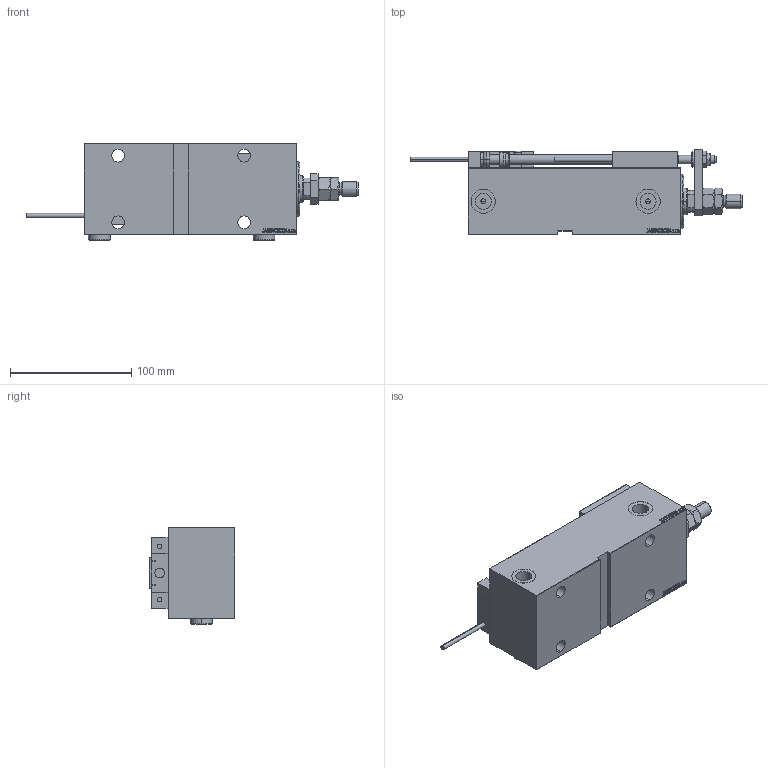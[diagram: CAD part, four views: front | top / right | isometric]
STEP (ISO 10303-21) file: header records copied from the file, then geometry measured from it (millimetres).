
FILE_DESCRIPTION (( 'STEP AP203' ), '1' );
FILE_NAME ('f8f9.STEP', '2024-05-20T09:38:23', ( '' ), ( '' ), 'SwSTEP 2.0', 'SolidWorks 2019', '' );
FILE_SCHEMA (( 'CONFIG_CONTROL_DESIGN' ));
Length unit declared in the file: millimetre
Products named in the file (18): SWITCH DIM B,W f5b00665abe7f0907d3185dd0586f16f; f8f9; KONCOVKA f5b00665abe7f0907d3185dd0586f16f; NUT_D10 f5b00665abe7f0907d3185dd0586f16f; V450CM_E_Body f5b00665abe7f0907d3185dd0586f16f; Zatka_OIL_PORT f5b00665abe7f0907d3185dd0586f16f; SWITCH_X_FRONT_BACK f5b00665abe7f0907d3185dd0586f16f; SWITCH X f5b00665abe7f0907d3185dd0586f16f; ALLEN BOLT D8 f5b00665abe7f0907d3185dd0586f16f; X_Y_MTA f5b00665abe7f0907d3185dd0586f16f; ALLEN BOLT D5 f5b00665abe7f0907d3185dd0586f16f; Block f5b00665abe7f0907d3185dd0586f16f; V450CM_E_VCP f5b00665abe7f0907d3185dd0586f16f; NUT_D12 f5b00665abe7f0907d3185dd0586f16f; MAGNET f5b00665abe7f0907d3185dd0586f16f; TYC_L79 f5b00665abe7f0907d3185dd0586f16f; ZARAZKA f5b00665abe7f0907d3185dd0586f16f; V450CM_VC_B f5b00665abe7f0907d3185dd0586f16f
Assembly tree (28 placements, depth 3):
  f8f9
    V450CM_E_Body f5b00665abe7f0907d3185dd0586f16f
    V450CM_E_VCP f5b00665abe7f0907d3185dd0586f16f
    V450CM_VC_B f5b00665abe7f0907d3185dd0586f16f
    SWITCH X f5b00665abe7f0907d3185dd0586f16f
      SWITCH_X_FRONT_BACK f5b00665abe7f0907d3185dd0586f16f  x2
      TYC_L79 f5b00665abe7f0907d3185dd0586f16f
      Block f5b00665abe7f0907d3185dd0586f16f  x2
      ALLEN BOLT D5 f5b00665abe7f0907d3185dd0586f16f  x4
      ALLEN BOLT D8 f5b00665abe7f0907d3185dd0586f16f  x4
      MAGNET f5b00665abe7f0907d3185dd0586f16f  x2
      KONCOVKA f5b00665abe7f0907d3185dd0586f16f  x2
    SWITCH DIM B,W f5b00665abe7f0907d3185dd0586f16f
    ZARAZKA f5b00665abe7f0907d3185dd0586f16f
    NUT_D10 f5b00665abe7f0907d3185dd0586f16f
    NUT_D12 f5b00665abe7f0907d3185dd0586f16f
    X_Y_MTA f5b00665abe7f0907d3185dd0586f16f
    Zatka_OIL_PORT f5b00665abe7f0907d3185dd0586f16f  x2
Bounding box: 274 x 70.5 x 79.9 mm (x, y, z)
Volume: 704401.3 mm3; surface area: 133535 mm2
Topology: 27 solids, 27 shells, 1395 faces, 3312 edges, 2104 vertices
Faces by surface type: plane 620, bspline 380, cylinder 200, cone 145, torus 46, sphere 4
Entity records: 52779 total; most frequent: CARTESIAN_POINT 26205, ORIENTED_EDGE 5564, DIRECTION 3851, EDGE_CURVE 2782, VERTEX_POINT 1804, VECTOR 1575, LINE 1575, EDGE_LOOP 1292
